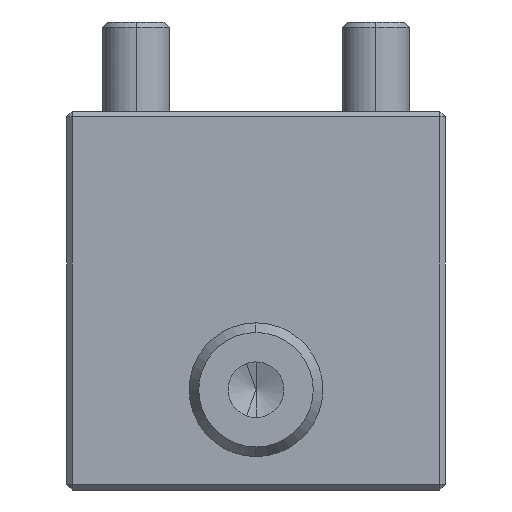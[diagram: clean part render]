
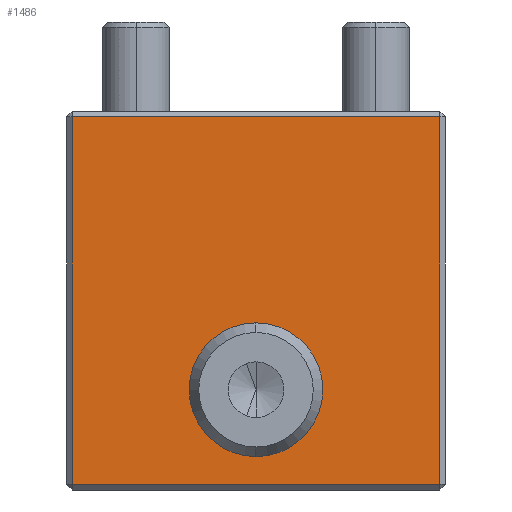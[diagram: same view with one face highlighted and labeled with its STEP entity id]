
A CAD part, left-side view. The second image highlights one B-rep face of the part: STEP entity #1486.
In plain terms, the highlighted planar face has unit normal (-1, 0, 0).
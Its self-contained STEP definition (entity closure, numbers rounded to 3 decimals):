
#780=VERTEX_POINT('NONE',#2005);
#988=VERTEX_POINT('NONE',#2236);
#1062=VERTEX_POINT('NONE',#2322);
#1244=EDGE_CURVE('NONE',#1384,#988,#2529,.T.);
#1298=EDGE_CURVE('NONE',#988,#1384,#2590,.T.);
#1312=EDGE_CURVE('NONE',#1062,#1612,#2605,.T.);
#1384=VERTEX_POINT('NONE',#2690);
#1486=ADVANCED_FACE('NONE',(#2804,#2805),#2806,.F.);
#1612=VERTEX_POINT('NONE',#2946);
#1636=EDGE_CURVE('NONE',#780,#1062,#2972,.T.);
#1650=EDGE_CURVE('NONE',#1612,#1816,#2987,.T.);
#1670=EDGE_CURVE('NONE',#1816,#780,#3008,.T.);
#1816=VERTEX_POINT('NONE',#3175);
#2005=CARTESIAN_POINT('',(34.5,-33.0,67.0));
#2236=CARTESIAN_POINT('',(34.5,0.,7.9));
#2322=CARTESIAN_POINT('',(34.5,33.0,67.0));
#2529=CIRCLE('',#4190,10.1);
#2590=CIRCLE('',#4277,10.1);
#2605=LINE('',#4295,#4296);
#2690=CARTESIAN_POINT('',(34.5,0.0,28.1));
#2804=FACE_OUTER_BOUND('',#4569,.T.);
#2805=FACE_BOUND('',#4570,.T.);
#2806=PLANE('',#4571);
#2946=CARTESIAN_POINT('',(34.5,33.0,1.));
#2972=LINE('',#4817,#4818);
#2987=LINE('',#4836,#4837);
#3008=LINE('',#4863,#4864);
#3175=CARTESIAN_POINT('',(34.5,-33.0,1.));
#4190=AXIS2_PLACEMENT_3D('',#5930,#5931,#5932);
#4277=AXIS2_PLACEMENT_3D('',#6002,#6003,#6004);
#4295=CARTESIAN_POINT('',(34.5,33.0,68.0));
#4296=VECTOR('',#6014,1000.0);
#4569=EDGE_LOOP('',(#6275,#6276,#6277,#6278));
#4570=EDGE_LOOP('',(#6279,#6280));
#4571=AXIS2_PLACEMENT_3D('',#6281,#6282,#6283);
#4817=CARTESIAN_POINT('',(34.5,34.0,67.0));
#4818=VECTOR('',#6476,1000.0);
#4836=CARTESIAN_POINT('',(34.5,34.0,1.));
#4837=VECTOR('',#6490,1000.0);
#4863=CARTESIAN_POINT('',(34.5,-33.0,68.0));
#4864=VECTOR('',#6502,1000.0);
#5930=CARTESIAN_POINT('',(34.5,0.0,18.0));
#5931=DIRECTION('',(-1.0,0.0,0.0));
#5932=DIRECTION('',(0.0,0.0,1.0));
#6002=CARTESIAN_POINT('',(34.5,0.0,18.0));
#6003=DIRECTION('',(-1.0,0.0,0.0));
#6004=DIRECTION('',(0.0,0.0,1.0));
#6014=DIRECTION('',(0.0,0.0,-1.0));
#6275=ORIENTED_EDGE('',*,*,#1650,.T.);
#6276=ORIENTED_EDGE('',*,*,#1670,.T.);
#6277=ORIENTED_EDGE('',*,*,#1636,.T.);
#6278=ORIENTED_EDGE('',*,*,#1312,.T.);
#6279=ORIENTED_EDGE('',*,*,#1244,.F.);
#6280=ORIENTED_EDGE('',*,*,#1298,.F.);
#6281=CARTESIAN_POINT('',(34.5,34.0,68.0));
#6282=DIRECTION('',(1.0,-0.0,0.0));
#6283=DIRECTION('',(0.0,1.0,-0.0));
#6476=DIRECTION('',(0.0,1.0,0.0));
#6490=DIRECTION('',(0.0,-1.0,0.0));
#6502=DIRECTION('',(0.0,0.0,1.0));
